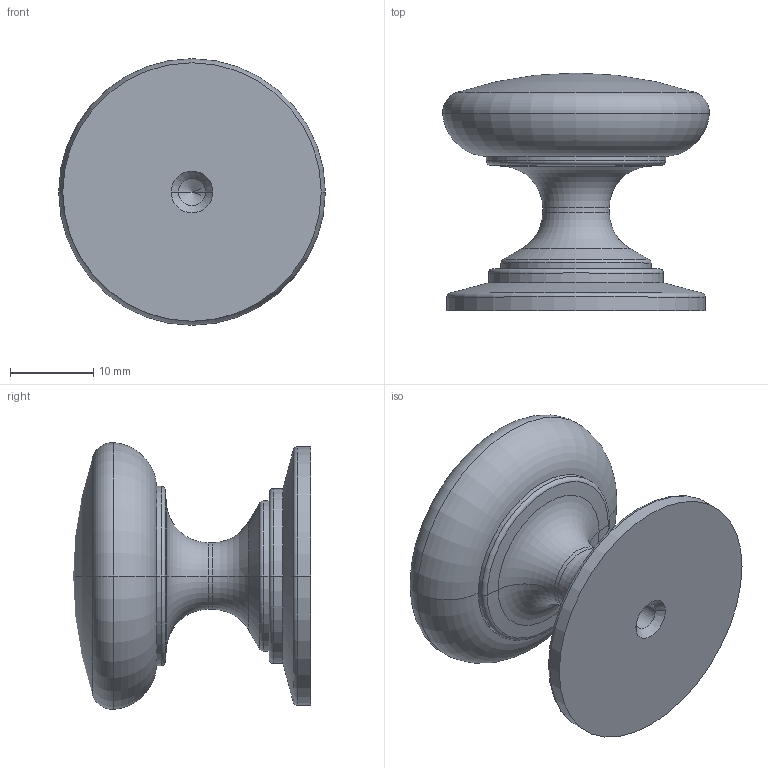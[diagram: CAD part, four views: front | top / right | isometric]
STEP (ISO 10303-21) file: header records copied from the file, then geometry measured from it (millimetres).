
FILE_DESCRIPTION(('Creo Elements/Direct Modeling STEP Export'),'2;1');
FILE_NAME('2579-32.stp','2022-05-31T12:53:39',(''),(''),'Creo Elements/Direct Modeling STEP processor for AP214 (Solid Model)','Creo Elements/Direct Modeling 20.0 12-Nov-2016 (C) Parametric Technology GmbH','');
FILE_SCHEMA(('AUTOMOTIVE_DESIGN { 1 0 10303 214 1 1 1 1 }'));
Length unit declared in the file: millimetre
Products named in the file (1): ZN-11647
Bounding box: 31.99 x 28.5 x 31.99 mm (x, y, z)
Volume: 10603.2 mm3; surface area: 4184.8 mm2
Topology: 1 solids, 1 shells, 45 faces, 92 edges, 48 vertices
Faces by surface type: torus 16, cylinder 14, cone 10, plane 3, sphere 2
Entity records: 1068 total; most frequent: DIRECTION 196, ORIENTED_EDGE 176, CARTESIAN_POINT 158, EDGE_CURVE 88, AXIS2_PLACEMENT_3D 86, VERTEX_POINT 48, EDGE_LOOP 48, FACE_OUTER_BOUND 45
